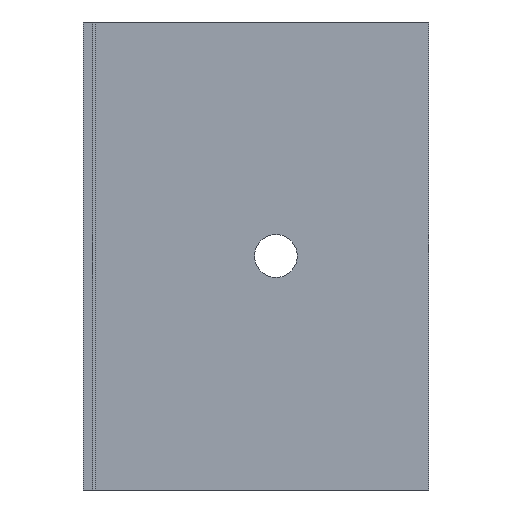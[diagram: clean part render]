
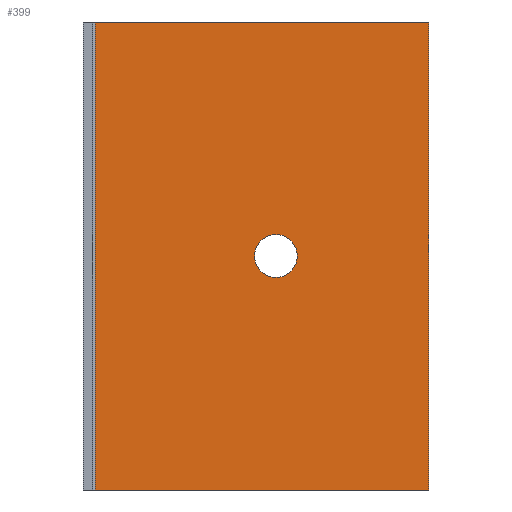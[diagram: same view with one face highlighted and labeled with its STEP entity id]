
A CAD part, left-side view. The second image highlights one B-rep face of the part: STEP entity #399.
In plain terms, the highlighted planar face has unit normal (-1, 0, 0).
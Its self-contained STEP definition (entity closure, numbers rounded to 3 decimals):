
#7 = CARTESIAN_POINT ( 'NONE',  ( -3., 0., 0. ) ) ;
#32 = EDGE_CURVE ( 'NONE', #409, #516, #311, .T. ) ;
#38 = AXIS2_PLACEMENT_3D ( 'NONE', #473, #508, #471 ) ;
#43 = DIRECTION ( 'NONE',  ( 0., 0., -1. ) ) ;
#45 = PLANE ( 'NONE',  #530 ) ;
#57 = EDGE_CURVE ( 'NONE', #404, #386, #335, .T. ) ;
#73 = EDGE_LOOP ( 'NONE', ( #422, #327 ) ) ;
#88 = CARTESIAN_POINT ( 'NONE',  ( -3., 0., 153. ) ) ;
#105 = VECTOR ( 'NONE', #206, 1000. ) ;
#113 = CARTESIAN_POINT ( 'NONE',  ( -3., 50., 69.5 ) ) ;
#142 = VECTOR ( 'NONE', #199, 1000. ) ;
#147 = LINE ( 'NONE', #242, #142 ) ;
#192 = CIRCLE ( 'NONE', #468, 7. ) ;
#199 = DIRECTION ( 'NONE',  ( 0., 1., 0. ) ) ;
#201 = FACE_OUTER_BOUND ( 'NONE', #531, .T. ) ;
#205 = VECTOR ( 'NONE', #43, 1000. ) ;
#206 = DIRECTION ( 'NONE',  ( 0., 0., -1. ) ) ;
#207 = EDGE_CURVE ( 'NONE', #386, #564, #574, .T. ) ;
#213 = LINE ( 'NONE', #405, #205 ) ;
#214 = FACE_BOUND ( 'NONE', #73, .T. ) ;
#218 = CARTESIAN_POINT ( 'NONE',  ( -3., 109., 153. ) ) ;
#242 = CARTESIAN_POINT ( 'NONE',  ( -3., 0., 0. ) ) ;
#252 = DIRECTION ( 'NONE',  ( 0., 0., 1. ) ) ;
#255 = CARTESIAN_POINT ( 'NONE',  ( -3., 50., 83.5 ) ) ;
#258 = DIRECTION ( 'NONE',  ( -1., 0., 0. ) ) ;
#300 = CARTESIAN_POINT ( 'NONE',  ( -3., 50., 76.5 ) ) ;
#306 = CARTESIAN_POINT ( 'NONE',  ( -3., 109., 0. ) ) ;
#311 = CIRCLE ( 'NONE', #38, 7. ) ;
#321 = VECTOR ( 'NONE', #427, 1000. ) ;
#327 = ORIENTED_EDGE ( 'NONE', *, *, #412, .F. ) ;
#335 = LINE ( 'NONE', #436, #321 ) ;
#344 = VERTEX_POINT ( 'NONE', #7 ) ;
#366 = EDGE_CURVE ( 'NONE', #404, #344, #213, .T. ) ;
#386 = VERTEX_POINT ( 'NONE', #498 ) ;
#399 = ADVANCED_FACE ( 'NONE', ( #214, #201 ), #45, .T. ) ;
#403 = ORIENTED_EDGE ( 'NONE', *, *, #366, .F. ) ;
#404 = VERTEX_POINT ( 'NONE', #452 ) ;
#405 = CARTESIAN_POINT ( 'NONE',  ( -3., 0., 153. ) ) ;
#409 = VERTEX_POINT ( 'NONE', #255 ) ;
#412 = EDGE_CURVE ( 'NONE', #516, #409, #192, .T. ) ;
#422 = ORIENTED_EDGE ( 'NONE', *, *, #32, .F. ) ;
#427 = DIRECTION ( 'NONE',  ( 0., 1., 0. ) ) ;
#436 = CARTESIAN_POINT ( 'NONE',  ( -3., 0., 153. ) ) ;
#452 = CARTESIAN_POINT ( 'NONE',  ( -3., 0., 153. ) ) ;
#468 = AXIS2_PLACEMENT_3D ( 'NONE', #300, #578, #252 ) ;
#471 = DIRECTION ( 'NONE',  ( 0., 0., 1. ) ) ;
#473 = CARTESIAN_POINT ( 'NONE',  ( -3., 50., 76.5 ) ) ;
#495 = ORIENTED_EDGE ( 'NONE', *, *, #57, .T. ) ;
#498 = CARTESIAN_POINT ( 'NONE',  ( -3., 109., 153. ) ) ;
#508 = DIRECTION ( 'NONE',  ( -1., 0., 0. ) ) ;
#516 = VERTEX_POINT ( 'NONE', #113 ) ;
#530 = AXIS2_PLACEMENT_3D ( 'NONE', #88, #258, #579 ) ;
#531 = EDGE_LOOP ( 'NONE', ( #566, #403, #495, #573 ) ) ;
#533 = EDGE_CURVE ( 'NONE', #344, #564, #147, .T. ) ;
#564 = VERTEX_POINT ( 'NONE', #306 ) ;
#566 = ORIENTED_EDGE ( 'NONE', *, *, #533, .F. ) ;
#573 = ORIENTED_EDGE ( 'NONE', *, *, #207, .T. ) ;
#574 = LINE ( 'NONE', #218, #105 ) ;
#578 = DIRECTION ( 'NONE',  ( -1., 0., 0. ) ) ;
#579 = DIRECTION ( 'NONE',  ( 0., 0., 1. ) ) ;
